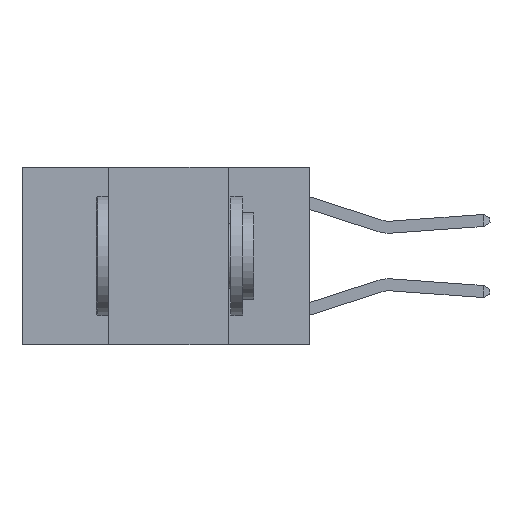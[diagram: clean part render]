
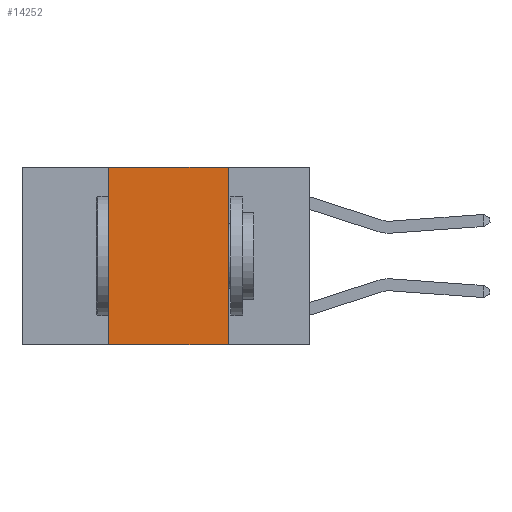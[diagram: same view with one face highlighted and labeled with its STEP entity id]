
A CAD part, left-side view. The second image highlights one B-rep face of the part: STEP entity #14252.
In plain terms, the highlighted planar face has unit normal (-1, 0, 0).
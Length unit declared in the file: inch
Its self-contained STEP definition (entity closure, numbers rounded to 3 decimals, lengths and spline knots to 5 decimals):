
#1088 = LINE ( 'NONE', #19743, #11385 ) ;
#1168 = CARTESIAN_POINT ( 'NONE',  ( 0., 0.17, 0. ) ) ;
#1530 = VECTOR ( 'NONE', #15494, 39.37008 ) ;
#2338 = DIRECTION ( 'NONE',  ( 1., 0., 0. ) ) ;
#2371 = CARTESIAN_POINT ( 'NONE',  ( 0., 0.6, 0. ) ) ;
#3808 = CARTESIAN_POINT ( 'NONE',  ( 0., 0.17, -0.37 ) ) ;
#4960 = ORIENTED_EDGE ( 'NONE', *, *, #13288, .T. ) ;
#6351 = CARTESIAN_POINT ( 'NONE',  ( 0., 0.17, 0. ) ) ;
#7315 = ORIENTED_EDGE ( 'NONE', *, *, #20027, .F. ) ;
#8423 = ORIENTED_EDGE ( 'NONE', *, *, #13632, .F. ) ;
#9676 = DIRECTION ( 'NONE',  ( 0., -1., 0. ) ) ;
#9915 = DIRECTION ( 'NONE',  ( 0., 0., 1. ) ) ;
#10022 = VERTEX_POINT ( 'NONE', #6351 ) ;
#11385 = VECTOR ( 'NONE', #9676, 39.37008 ) ;
#11825 = LINE ( 'NONE', #1168, #1530 ) ;
#12246 = VERTEX_POINT ( 'NONE', #3808 ) ;
#13003 = VECTOR ( 'NONE', #9915, 39.37008 ) ;
#13288 = EDGE_CURVE ( 'NONE', #23813, #12246, #1088, .T. ) ;
#13552 = VERTEX_POINT ( 'NONE', #14444 ) ;
#13632 = EDGE_CURVE ( 'NONE', #13552, #10022, #14977, .T. ) ;
#14252 = ADVANCED_FACE ( 'NONE', ( #15888 ), #24552, .F. ) ;
#14349 = VECTOR ( 'NONE', #20695, 39.37008 ) ;
#14444 = CARTESIAN_POINT ( 'NONE',  ( 0., 0.42, 0. ) ) ;
#14572 = CARTESIAN_POINT ( 'NONE',  ( 0., 0.6, 0. ) ) ;
#14977 = LINE ( 'NONE', #2371, #14349 ) ;
#15494 = DIRECTION ( 'NONE',  ( 0., 0., -1. ) ) ;
#15495 = EDGE_CURVE ( 'NONE', #23813, #13552, #18362, .T. ) ;
#15888 = FACE_OUTER_BOUND ( 'NONE', #21566, .T. ) ;
#16628 = DIRECTION ( 'NONE',  ( 0., 0., -1. ) ) ;
#17969 = CARTESIAN_POINT ( 'NONE',  ( 0., 0.42, 0. ) ) ;
#18362 = LINE ( 'NONE', #17969, #13003 ) ;
#18671 = ORIENTED_EDGE ( 'NONE', *, *, #15495, .F. ) ;
#19743 = CARTESIAN_POINT ( 'NONE',  ( 0., 0.6, -0.37 ) ) ;
#20027 = EDGE_CURVE ( 'NONE', #10022, #12246, #11825, .T. ) ;
#20695 = DIRECTION ( 'NONE',  ( 0., -1., 0. ) ) ;
#21566 = EDGE_LOOP ( 'NONE', ( #7315, #8423, #18671, #4960 ) ) ;
#23813 = VERTEX_POINT ( 'NONE', #24987 ) ;
#24552 = PLANE ( 'NONE',  #25956 ) ;
#24987 = CARTESIAN_POINT ( 'NONE',  ( 0., 0.42, -0.37 ) ) ;
#25956 = AXIS2_PLACEMENT_3D ( 'NONE', #14572, #2338, #16628 ) ;
